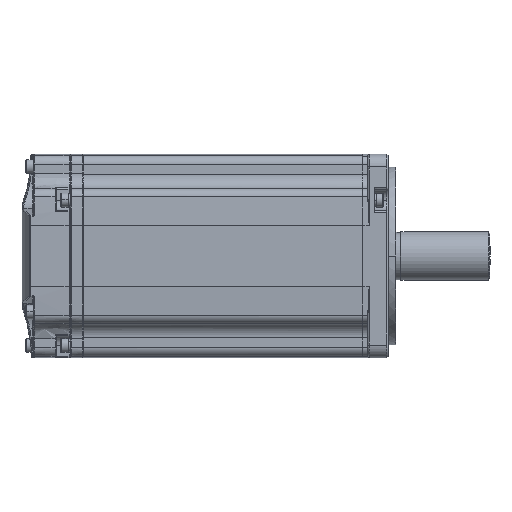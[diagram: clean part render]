
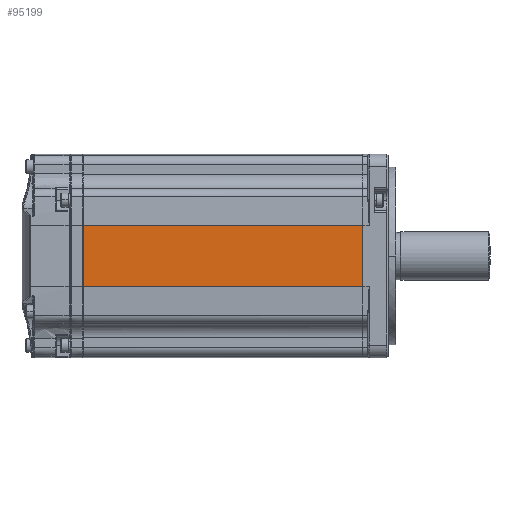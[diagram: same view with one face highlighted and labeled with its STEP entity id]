
A CAD part, front view. The second image highlights one B-rep face of the part: STEP entity #95199.
In plain terms, the highlighted free-form (B-spline) face has degree [1, 1] with [2, 2] control points.
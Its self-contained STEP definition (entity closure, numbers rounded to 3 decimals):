
#2225 = CARTESIAN_POINT ( 'NONE',  ( 17.093, -33.771, 168.3 ) ) ;
#2418 = CARTESIAN_POINT ( 'NONE',  ( 17.093, -33.771, 168.3 ) ) ;
#2578 = EDGE_CURVE ( 'NONE', #8108, #21180, #10056, .T. ) ;
#5716 = CARTESIAN_POINT ( 'NONE',  ( -92.907, -33.771, 168.3 ) ) ;
#8108 = VERTEX_POINT ( 'NONE', #47749 ) ;
#8760 = B_SPLINE_SURFACE_WITH_KNOTS ( 'NONE', 1, 1, ( 
 ( #2225, #89632 ),
 ( #90365, #98410 ) ),
 .UNSPECIFIED., .F., .F., .F.,
 ( 2, 2 ),
 ( 2, 2 ),
 ( 0., 1. ),
 ( 0., 1. ),
 .UNSPECIFIED. ) ;
#9192 = VERTEX_POINT ( 'NONE', #33273 ) ;
#9357 = VERTEX_POINT ( 'NONE', #2418 ) ;
#10056 = B_SPLINE_CURVE_WITH_KNOTS ( 'NONE', 1,
 ( #66038, #83497 ),
 .UNSPECIFIED., .F., .F.,
 ( 2, 2 ),
 ( -1., 0. ),
 .UNSPECIFIED. ) ;
#10707 = EDGE_LOOP ( 'NONE', ( #83520, #11767, #20382, #35167 ) ) ;
#11767 = ORIENTED_EDGE ( 'NONE', *, *, #17115, .F. ) ;
#13318 = EDGE_CURVE ( 'NONE', #21180, #9357, #32081, .T. ) ;
#17115 = EDGE_CURVE ( 'NONE', #9192, #8108, #85492, .T. ) ;
#20382 = ORIENTED_EDGE ( 'NONE', *, *, #83319, .F. ) ;
#20628 = CARTESIAN_POINT ( 'NONE',  ( 17.093, -33.771, 168.3 ) ) ;
#21180 = VERTEX_POINT ( 'NONE', #55197 ) ;
#32081 = B_SPLINE_CURVE_WITH_KNOTS ( 'NONE', 1,
 ( #46801, #20628 ),
 .UNSPECIFIED., .F., .F.,
 ( 2, 2 ),
 ( 0., 1. ),
 .UNSPECIFIED. ) ;
#33273 = CARTESIAN_POINT ( 'NONE',  ( -92.907, -33.771, 168.3 ) ) ;
#35167 = ORIENTED_EDGE ( 'NONE', *, *, #13318, .F. ) ;
#46801 = CARTESIAN_POINT ( 'NONE',  ( 17.093, -33.771, 192.3 ) ) ;
#47749 = CARTESIAN_POINT ( 'NONE',  ( -92.907, -33.771, 192.3 ) ) ;
#55197 = CARTESIAN_POINT ( 'NONE',  ( 17.093, -33.771, 192.3 ) ) ;
#66038 = CARTESIAN_POINT ( 'NONE',  ( -92.907, -33.771, 192.3 ) ) ;
#79187 = CARTESIAN_POINT ( 'NONE',  ( -92.907, -33.771, 192.3 ) ) ;
#80235 = B_SPLINE_CURVE_WITH_KNOTS ( 'NONE', 1,
 ( #100788, #5716 ),
 .UNSPECIFIED., .F., .F.,
 ( 2, 2 ),
 ( -1., 0. ),
 .UNSPECIFIED. ) ;
#83319 = EDGE_CURVE ( 'NONE', #9357, #9192, #80235, .T. ) ;
#83497 = CARTESIAN_POINT ( 'NONE',  ( 17.093, -33.771, 192.3 ) ) ;
#83520 = ORIENTED_EDGE ( 'NONE', *, *, #2578, .F. ) ;
#85492 = B_SPLINE_CURVE_WITH_KNOTS ( 'NONE', 1,
 ( #97080, #79187 ),
 .UNSPECIFIED., .F., .F.,
 ( 2, 2 ),
 ( 0., 1. ),
 .UNSPECIFIED. ) ;
#89632 = CARTESIAN_POINT ( 'NONE',  ( 17.093, -33.771, 192.3 ) ) ;
#90365 = CARTESIAN_POINT ( 'NONE',  ( -92.907, -33.771, 168.3 ) ) ;
#95199 = ADVANCED_FACE ( 'NONE', ( #109012 ), #8760, .F. ) ;
#97080 = CARTESIAN_POINT ( 'NONE',  ( -92.907, -33.771, 168.3 ) ) ;
#98410 = CARTESIAN_POINT ( 'NONE',  ( -92.907, -33.771, 192.3 ) ) ;
#100788 = CARTESIAN_POINT ( 'NONE',  ( 17.093, -33.771, 168.3 ) ) ;
#109012 = FACE_OUTER_BOUND ( 'NONE', #10707, .T. ) ;
